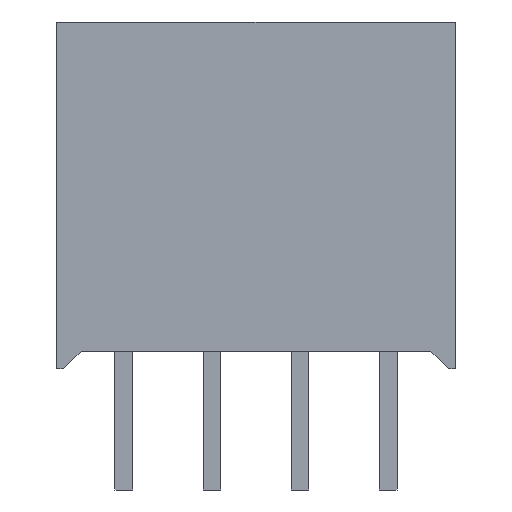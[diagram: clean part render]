
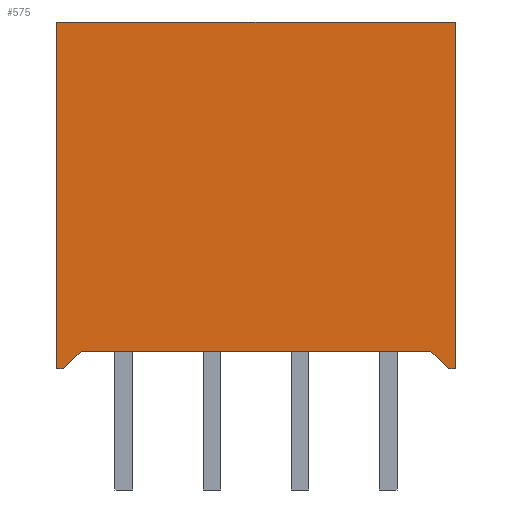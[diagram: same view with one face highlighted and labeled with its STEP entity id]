
A CAD part, front view. The second image highlights one B-rep face of the part: STEP entity #575.
In plain terms, the highlighted planar face has unit normal (0, -1, 0).
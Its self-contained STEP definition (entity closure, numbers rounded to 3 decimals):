
#65=FACE_OUTER_BOUND('',#99,.T.);
#99=EDGE_LOOP('',(#412,#413,#414,#415,#416,#417,#418,#419));
#130=LINE('',#835,#202);
#134=LINE('',#844,#206);
#137=LINE('',#848,#209);
#140=LINE('',#854,#212);
#141=LINE('',#857,#213);
#144=LINE('',#863,#216);
#145=LINE('',#865,#217);
#146=LINE('',#866,#218);
#202=VECTOR('',#667,10.);
#206=VECTOR('',#673,10.);
#209=VECTOR('',#678,10.);
#212=VECTOR('',#683,10.);
#213=VECTOR('',#686,10.);
#216=VECTOR('',#691,10.);
#217=VECTOR('',#692,10.);
#218=VECTOR('',#693,10.);
#274=VERTEX_POINT('',#832);
#275=VERTEX_POINT('',#834);
#278=VERTEX_POINT('',#841);
#279=VERTEX_POINT('',#843);
#281=VERTEX_POINT('',#852);
#282=VERTEX_POINT('',#856);
#284=VERTEX_POINT('',#862);
#285=VERTEX_POINT('',#864);
#322=EDGE_CURVE('',#275,#274,#130,.T.);
#326=EDGE_CURVE('',#279,#278,#134,.T.);
#329=EDGE_CURVE('',#274,#279,#137,.T.);
#332=EDGE_CURVE('',#278,#281,#140,.T.);
#333=EDGE_CURVE('',#282,#275,#141,.T.);
#336=EDGE_CURVE('',#281,#284,#144,.T.);
#337=EDGE_CURVE('',#285,#284,#145,.T.);
#338=EDGE_CURVE('',#282,#285,#146,.T.);
#412=ORIENTED_EDGE('',*,*,#322,.T.);
#413=ORIENTED_EDGE('',*,*,#329,.T.);
#414=ORIENTED_EDGE('',*,*,#326,.T.);
#415=ORIENTED_EDGE('',*,*,#332,.T.);
#416=ORIENTED_EDGE('',*,*,#336,.T.);
#417=ORIENTED_EDGE('',*,*,#337,.F.);
#418=ORIENTED_EDGE('',*,*,#338,.F.);
#419=ORIENTED_EDGE('',*,*,#333,.T.);
#541=PLANE('',#617);
#575=ADVANCED_FACE('',(#65),#541,.T.);
#617=AXIS2_PLACEMENT_3D('',#861,#689,#690);
#667=DIRECTION('',(0.707,0.,0.707));
#673=DIRECTION('',(0.707,0.,-0.707));
#678=DIRECTION('',(1.,0.,0.));
#683=DIRECTION('',(1.,0.,0.));
#686=DIRECTION('',(1.,0.,0.));
#689=DIRECTION('center_axis',(0.,-1.,0.));
#690=DIRECTION('ref_axis',(1.,0.,0.));
#691=DIRECTION('',(0.,0.,1.));
#692=DIRECTION('',(1.,0.,0.));
#693=DIRECTION('',(0.,0.,1.));
#832=CARTESIAN_POINT('',(-5.04,-1.25,0.51));
#834=CARTESIAN_POINT('',(-5.55,-1.25,0.));
#835=CARTESIAN_POINT('',(-5.6,-1.25,-0.05));
#841=CARTESIAN_POINT('',(5.55,-1.25,0.));
#843=CARTESIAN_POINT('',(5.04,-1.25,0.51));
#844=CARTESIAN_POINT('',(2.47,-1.25,3.08));
#848=CARTESIAN_POINT('',(-5.395,-1.25,0.51));
#852=CARTESIAN_POINT('',(5.75,-1.25,0.));
#854=CARTESIAN_POINT('',(-5.75,-1.25,0.));
#856=CARTESIAN_POINT('',(-5.75,-1.25,0.));
#857=CARTESIAN_POINT('',(-5.75,-1.25,0.));
#861=CARTESIAN_POINT('Origin',(-5.75,-1.25,0.));
#862=CARTESIAN_POINT('',(5.75,-1.25,10.));
#863=CARTESIAN_POINT('',(5.75,-1.25,0.));
#864=CARTESIAN_POINT('',(-5.75,-1.25,10.));
#865=CARTESIAN_POINT('',(-5.75,-1.25,10.));
#866=CARTESIAN_POINT('',(-5.75,-1.25,0.));
